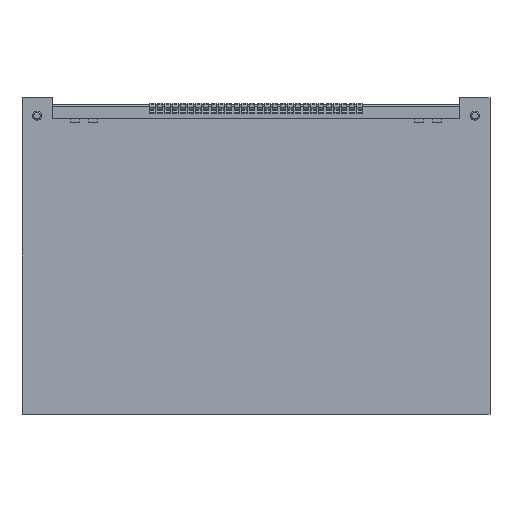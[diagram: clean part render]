
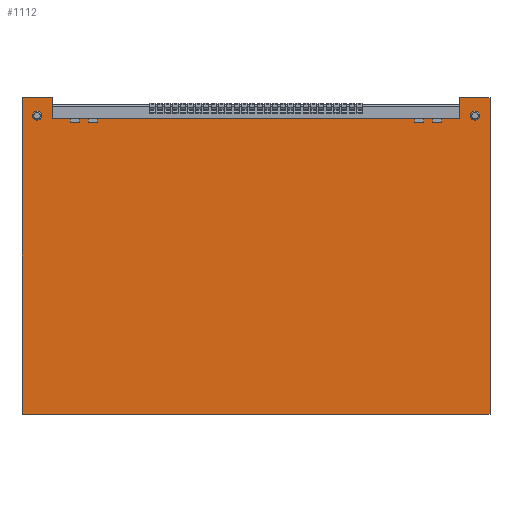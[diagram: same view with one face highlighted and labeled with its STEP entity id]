
A CAD part, front view. The second image highlights one B-rep face of the part: STEP entity #1112.
In plain terms, the highlighted planar face has unit normal (0, -1, 0).
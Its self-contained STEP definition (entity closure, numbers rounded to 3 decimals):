
#1=CARTESIAN_POINT('',(36.2,0.,23.2));
#2=DIRECTION('',(0.,-1.,0.));
#3=DIRECTION('',(0.,0.,1.));
#4=AXIS2_PLACEMENT_3D('',#1,#2,#3);
#6=CARTESIAN_POINT('',(36.2,0.,23.2));
#7=DIRECTION('',(0.,-1.,0.));
#8=DIRECTION('',(0.,0.,-1.));
#9=AXIS2_PLACEMENT_3D('',#6,#7,#8);
#11=CARTESIAN_POINT('',(-36.2,0.,23.2));
#12=DIRECTION('',(0.,-1.,0.));
#13=DIRECTION('',(0.,0.,1.));
#14=AXIS2_PLACEMENT_3D('',#11,#12,#13);
#16=CARTESIAN_POINT('',(-36.2,0.,23.2));
#17=DIRECTION('',(0.,-1.,0.));
#18=DIRECTION('',(0.,0.,-1.));
#19=AXIS2_PLACEMENT_3D('',#16,#17,#18);
#21=DIRECTION('',(0.,0.,1.));
#22=VECTOR('',#21,0.6);
#23=CARTESIAN_POINT('',(30.75,0.,22.11));
#24=LINE('',#23,#22);
#25=DIRECTION('',(1.,0.,0.));
#26=VECTOR('',#25,2.95);
#27=CARTESIAN_POINT('',(30.75,0.,22.71));
#28=LINE('',#27,#26);
#29=DIRECTION('',(0.,0.,1.));
#30=VECTOR('',#29,3.49);
#31=CARTESIAN_POINT('',(33.7,0.,22.71));
#32=LINE('',#31,#30);
#33=DIRECTION('',(1.,0.,0.));
#34=VECTOR('',#33,5.);
#35=CARTESIAN_POINT('',(33.7,0.,26.2));
#36=LINE('',#35,#34);
#37=DIRECTION('',(0.,0.,-1.));
#38=VECTOR('',#37,52.4);
#39=CARTESIAN_POINT('',(38.7,0.,26.2));
#40=LINE('',#39,#38);
#41=DIRECTION('',(-1.,0.,0.));
#42=VECTOR('',#41,77.4);
#43=CARTESIAN_POINT('',(38.7,0.,-26.2));
#44=LINE('',#43,#42);
#45=DIRECTION('',(0.,0.,1.));
#46=VECTOR('',#45,52.4);
#47=CARTESIAN_POINT('',(-38.7,0.,-26.2));
#48=LINE('',#47,#46);
#49=DIRECTION('',(1.,0.,0.));
#50=VECTOR('',#49,5.);
#51=CARTESIAN_POINT('',(-38.7,0.,26.2));
#52=LINE('',#51,#50);
#53=DIRECTION('',(0.,0.,-1.));
#54=VECTOR('',#53,3.49);
#55=CARTESIAN_POINT('',(-33.7,0.,26.2));
#56=LINE('',#55,#54);
#57=DIRECTION('',(1.,0.,0.));
#58=VECTOR('',#57,2.95);
#59=CARTESIAN_POINT('',(-33.7,0.,22.71));
#60=LINE('',#59,#58);
#61=DIRECTION('',(0.,0.,-1.));
#62=VECTOR('',#61,0.6);
#63=CARTESIAN_POINT('',(-30.75,0.,22.71));
#64=LINE('',#63,#62);
#65=DIRECTION('',(1.,0.,0.));
#66=VECTOR('',#65,1.5);
#67=CARTESIAN_POINT('',(-30.75,0.,22.11));
#68=LINE('',#67,#66);
#69=DIRECTION('',(0.,0.,1.));
#70=VECTOR('',#69,0.6);
#71=CARTESIAN_POINT('',(-29.25,0.,22.11));
#72=LINE('',#71,#70);
#73=DIRECTION('',(1.,0.,0.));
#74=VECTOR('',#73,1.5);
#75=CARTESIAN_POINT('',(-29.25,0.,22.71));
#76=LINE('',#75,#74);
#77=DIRECTION('',(0.,0.,-1.));
#78=VECTOR('',#77,0.6);
#79=CARTESIAN_POINT('',(-27.75,0.,22.71));
#80=LINE('',#79,#78);
#81=DIRECTION('',(1.,0.,0.));
#82=VECTOR('',#81,1.5);
#83=CARTESIAN_POINT('',(-27.75,0.,22.11));
#84=LINE('',#83,#82);
#85=DIRECTION('',(0.,0.,1.));
#86=VECTOR('',#85,0.6);
#87=CARTESIAN_POINT('',(-26.25,0.,22.11));
#88=LINE('',#87,#86);
#89=DIRECTION('',(1.,0.,0.));
#90=VECTOR('',#89,52.5);
#91=CARTESIAN_POINT('',(-26.25,0.,22.71));
#92=LINE('',#91,#90);
#93=DIRECTION('',(0.,0.,-1.));
#94=VECTOR('',#93,0.6);
#95=CARTESIAN_POINT('',(26.25,0.,22.71));
#96=LINE('',#95,#94);
#97=DIRECTION('',(1.,0.,0.));
#98=VECTOR('',#97,1.5);
#99=CARTESIAN_POINT('',(26.25,0.,22.11));
#100=LINE('',#99,#98);
#101=DIRECTION('',(0.,0.,1.));
#102=VECTOR('',#101,0.6);
#103=CARTESIAN_POINT('',(27.75,0.,22.11));
#104=LINE('',#103,#102);
#105=DIRECTION('',(1.,0.,0.));
#106=VECTOR('',#105,1.5);
#107=CARTESIAN_POINT('',(27.75,0.,22.71));
#108=LINE('',#107,#106);
#109=DIRECTION('',(0.,0.,-1.));
#110=VECTOR('',#109,0.6);
#111=CARTESIAN_POINT('',(29.25,0.,22.71));
#112=LINE('',#111,#110);
#113=DIRECTION('',(1.,0.,0.));
#114=VECTOR('',#113,1.5);
#115=CARTESIAN_POINT('',(29.25,0.,22.11));
#116=LINE('',#115,#114);
#789=CARTESIAN_POINT('',(-38.7,0.,-26.2));
#790=CARTESIAN_POINT('',(-38.7,0.,26.2));
#791=VERTEX_POINT('',#789);
#792=VERTEX_POINT('',#790);
#793=CARTESIAN_POINT('',(-33.7,0.,26.2));
#794=VERTEX_POINT('',#793);
#795=CARTESIAN_POINT('',(-33.7,0.,22.71));
#796=VERTEX_POINT('',#795);
#797=CARTESIAN_POINT('',(33.7,0.,22.71));
#798=CARTESIAN_POINT('',(33.7,0.,26.2));
#799=VERTEX_POINT('',#797);
#800=VERTEX_POINT('',#798);
#801=CARTESIAN_POINT('',(38.7,0.,26.2));
#802=VERTEX_POINT('',#801);
#803=CARTESIAN_POINT('',(38.7,0.,-26.2));
#804=VERTEX_POINT('',#803);
#957=CARTESIAN_POINT('',(36.2,0.,23.95));
#958=CARTESIAN_POINT('',(36.2,0.,22.45));
#959=VERTEX_POINT('',#957);
#960=VERTEX_POINT('',#958);
#961=CARTESIAN_POINT('',(-36.2,0.,23.95));
#962=CARTESIAN_POINT('',(-36.2,0.,22.45));
#963=VERTEX_POINT('',#961);
#964=VERTEX_POINT('',#962);
#997=CARTESIAN_POINT('',(30.75,0.,22.11));
#998=CARTESIAN_POINT('',(30.75,0.,22.71));
#999=VERTEX_POINT('',#997);
#1000=VERTEX_POINT('',#998);
#1001=CARTESIAN_POINT('',(29.25,0.,22.71));
#1002=CARTESIAN_POINT('',(29.25,0.,22.11));
#1003=VERTEX_POINT('',#1001);
#1004=VERTEX_POINT('',#1002);
#1005=CARTESIAN_POINT('',(-30.75,0.,22.11));
#1006=CARTESIAN_POINT('',(-29.25,0.,22.11));
#1007=VERTEX_POINT('',#1005);
#1008=VERTEX_POINT('',#1006);
#1009=CARTESIAN_POINT('',(-29.25,0.,22.71));
#1010=VERTEX_POINT('',#1009);
#1011=CARTESIAN_POINT('',(-30.75,0.,22.71));
#1012=VERTEX_POINT('',#1011);
#1013=CARTESIAN_POINT('',(-27.75,0.,22.71));
#1014=VERTEX_POINT('',#1013);
#1015=CARTESIAN_POINT('',(-26.25,0.,22.71));
#1016=CARTESIAN_POINT('',(26.25,0.,22.71));
#1017=VERTEX_POINT('',#1015);
#1018=VERTEX_POINT('',#1016);
#1035=CARTESIAN_POINT('',(26.25,0.,22.11));
#1036=VERTEX_POINT('',#1035);
#1037=CARTESIAN_POINT('',(27.75,0.,22.11));
#1038=VERTEX_POINT('',#1037);
#1039=CARTESIAN_POINT('',(27.75,0.,22.71));
#1040=VERTEX_POINT('',#1039);
#1041=CARTESIAN_POINT('',(-27.75,0.,22.11));
#1042=VERTEX_POINT('',#1041);
#1043=CARTESIAN_POINT('',(-26.25,0.,22.11));
#1044=VERTEX_POINT('',#1043);
#1045=CARTESIAN_POINT('',(0.,0.,0.));
#1046=DIRECTION('',(0.,1.,0.));
#1047=DIRECTION('',(1.,0.,0.));
#1048=AXIS2_PLACEMENT_3D('',#1045,#1046,#1047);
#1049=PLANE('',#1048);
#1051=ORIENTED_EDGE('',*,*,#1050,.T.);
#1053=ORIENTED_EDGE('',*,*,#1052,.T.);
#1055=ORIENTED_EDGE('',*,*,#1054,.T.);
#1057=ORIENTED_EDGE('',*,*,#1056,.T.);
#1059=ORIENTED_EDGE('',*,*,#1058,.T.);
#1061=ORIENTED_EDGE('',*,*,#1060,.T.);
#1063=ORIENTED_EDGE('',*,*,#1062,.T.);
#1065=ORIENTED_EDGE('',*,*,#1064,.T.);
#1067=ORIENTED_EDGE('',*,*,#1066,.T.);
#1069=ORIENTED_EDGE('',*,*,#1068,.T.);
#1071=ORIENTED_EDGE('',*,*,#1070,.T.);
#1073=ORIENTED_EDGE('',*,*,#1072,.T.);
#1075=ORIENTED_EDGE('',*,*,#1074,.T.);
#1077=ORIENTED_EDGE('',*,*,#1076,.T.);
#1079=ORIENTED_EDGE('',*,*,#1078,.T.);
#1081=ORIENTED_EDGE('',*,*,#1080,.T.);
#1083=ORIENTED_EDGE('',*,*,#1082,.T.);
#1085=ORIENTED_EDGE('',*,*,#1084,.T.);
#1087=ORIENTED_EDGE('',*,*,#1086,.T.);
#1089=ORIENTED_EDGE('',*,*,#1088,.T.);
#1091=ORIENTED_EDGE('',*,*,#1090,.T.);
#1093=ORIENTED_EDGE('',*,*,#1092,.T.);
#1095=ORIENTED_EDGE('',*,*,#1094,.T.);
#1097=ORIENTED_EDGE('',*,*,#1096,.T.);
#1098=EDGE_LOOP('',(#1051,#1053,#1055,#1057,#1059,#1061,#1063,#1065,#1067,#1069,
#1071,#1073,#1075,#1077,#1079,#1081,#1083,#1085,#1087,#1089,#1091,#1093,#1095,
#1097));
#1099=FACE_OUTER_BOUND('',#1098,.F.);
#1101=ORIENTED_EDGE('',*,*,#1100,.T.);
#1103=ORIENTED_EDGE('',*,*,#1102,.T.);
#1104=EDGE_LOOP('',(#1101,#1103));
#1105=FACE_BOUND('',#1104,.F.);
#1107=ORIENTED_EDGE('',*,*,#1106,.T.);
#1109=ORIENTED_EDGE('',*,*,#1108,.T.);
#1110=EDGE_LOOP('',(#1107,#1109));
#1111=FACE_BOUND('',#1110,.F.);
#1112=ADVANCED_FACE('',(#1099,#1105,#1111),#1049,.F.);
#5=CIRCLE('',#4,0.75);
#10=CIRCLE('',#9,0.75);
#15=CIRCLE('',#14,0.75);
#20=CIRCLE('',#19,0.75);
#1050=EDGE_CURVE('',#999,#1000,#24,.T.);
#1052=EDGE_CURVE('',#1000,#799,#28,.T.);
#1054=EDGE_CURVE('',#799,#800,#32,.T.);
#1056=EDGE_CURVE('',#800,#802,#36,.T.);
#1058=EDGE_CURVE('',#802,#804,#40,.T.);
#1060=EDGE_CURVE('',#804,#791,#44,.T.);
#1062=EDGE_CURVE('',#791,#792,#48,.T.);
#1064=EDGE_CURVE('',#792,#794,#52,.T.);
#1066=EDGE_CURVE('',#794,#796,#56,.T.);
#1068=EDGE_CURVE('',#796,#1012,#60,.T.);
#1070=EDGE_CURVE('',#1012,#1007,#64,.T.);
#1072=EDGE_CURVE('',#1007,#1008,#68,.T.);
#1074=EDGE_CURVE('',#1008,#1010,#72,.T.);
#1076=EDGE_CURVE('',#1010,#1014,#76,.T.);
#1078=EDGE_CURVE('',#1014,#1042,#80,.T.);
#1080=EDGE_CURVE('',#1042,#1044,#84,.T.);
#1082=EDGE_CURVE('',#1044,#1017,#88,.T.);
#1084=EDGE_CURVE('',#1017,#1018,#92,.T.);
#1086=EDGE_CURVE('',#1018,#1036,#96,.T.);
#1088=EDGE_CURVE('',#1036,#1038,#100,.T.);
#1090=EDGE_CURVE('',#1038,#1040,#104,.T.);
#1092=EDGE_CURVE('',#1040,#1003,#108,.T.);
#1094=EDGE_CURVE('',#1003,#1004,#112,.T.);
#1096=EDGE_CURVE('',#1004,#999,#116,.T.);
#1100=EDGE_CURVE('',#959,#960,#5,.T.);
#1102=EDGE_CURVE('',#960,#959,#10,.T.);
#1106=EDGE_CURVE('',#963,#964,#15,.T.);
#1108=EDGE_CURVE('',#964,#963,#20,.T.);
